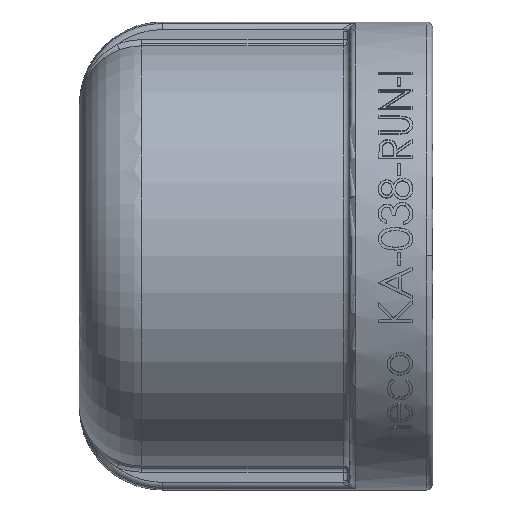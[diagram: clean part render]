
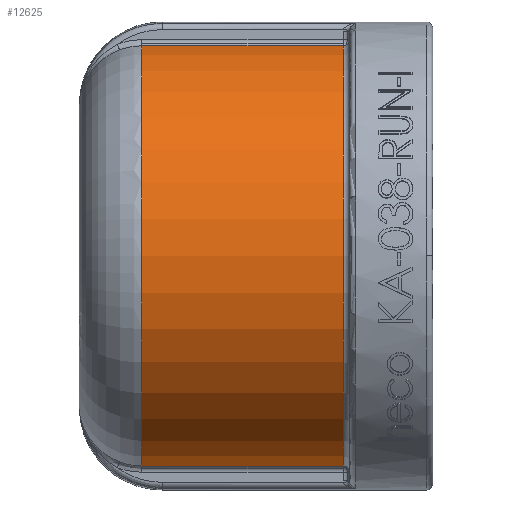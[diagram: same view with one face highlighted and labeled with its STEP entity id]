
A CAD part, top view. The second image highlights one B-rep face of the part: STEP entity #12625.
In plain terms, the highlighted cylindrical face has radius 10.25 mm (diameter 20.5 mm), a partial arc.
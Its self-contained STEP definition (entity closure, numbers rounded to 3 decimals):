
#40 = DIRECTION ( 'NONE',  ( -1., 0., 0. ) ) ;
#999 = EDGE_LOOP ( 'NONE', ( #4598, #11608, #18377, #16038 ) ) ;
#1123 = CARTESIAN_POINT ( 'NONE',  ( -7., 10.1, 1.749 ) ) ;
#1280 = DIRECTION ( 'NONE',  ( -1., 0., 0. ) ) ;
#1608 = CARTESIAN_POINT ( 'NONE',  ( -0.8, 0., 0. ) ) ;
#2038 = AXIS2_PLACEMENT_3D ( 'NONE', #15123, #1280, #18493 ) ;
#2090 = CARTESIAN_POINT ( 'NONE',  ( -7., 0., 0. ) ) ;
#2241 = EDGE_CURVE ( 'NONE', #6539, #4903, #19540, .T. ) ;
#2777 = DIRECTION ( 'NONE',  ( 1., 0., 0. ) ) ;
#3092 = CIRCLE ( 'NONE', #14331, 10.25 ) ;
#3772 = VECTOR ( 'NONE', #40, 1000. ) ;
#3796 = DIRECTION ( 'NONE',  ( 0., 1., 0. ) ) ;
#4598 = ORIENTED_EDGE ( 'NONE', *, *, #16357, .F. ) ;
#4903 = VERTEX_POINT ( 'NONE', #12159 ) ;
#5230 = CIRCLE ( 'NONE', #2038, 10.25 ) ;
#6139 = CARTESIAN_POINT ( 'NONE',  ( -7., -10.1, 1.749 ) ) ;
#6310 = CARTESIAN_POINT ( 'NONE',  ( -10.5, 10.1, 1.749 ) ) ;
#6539 = VERTEX_POINT ( 'NONE', #6310 ) ;
#8477 = DIRECTION ( 'NONE',  ( 1., 0., 0. ) ) ;
#8813 = EDGE_CURVE ( 'NONE', #4903, #9600, #3092, .T. ) ;
#9600 = VERTEX_POINT ( 'NONE', #12552 ) ;
#9986 = FACE_OUTER_BOUND ( 'NONE', #999, .T. ) ;
#11608 = ORIENTED_EDGE ( 'NONE', *, *, #8813, .F. ) ;
#11878 = AXIS2_PLACEMENT_3D ( 'NONE', #2090, #8477, #3796 ) ;
#11951 = VECTOR ( 'NONE', #2777, 1000. ) ;
#12159 = CARTESIAN_POINT ( 'NONE',  ( -0.8, 10.1, 1.749 ) ) ;
#12552 = CARTESIAN_POINT ( 'NONE',  ( -0.8, -10.1, 1.749 ) ) ;
#12625 = ADVANCED_FACE ( 'NONE', ( #9986 ), #16295, .T. ) ;
#13026 = VERTEX_POINT ( 'NONE', #17347 ) ;
#13820 = DIRECTION ( 'NONE',  ( 0., -1., 0. ) ) ;
#14331 = AXIS2_PLACEMENT_3D ( 'NONE', #1608, #20032, #13820 ) ;
#15123 = CARTESIAN_POINT ( 'NONE',  ( -10.5, 0., 0. ) ) ;
#16038 = ORIENTED_EDGE ( 'NONE', *, *, #16125, .F. ) ;
#16125 = EDGE_CURVE ( 'NONE', #13026, #6539, #5230, .T. ) ;
#16131 = LINE ( 'NONE', #6139, #3772 ) ;
#16295 = CYLINDRICAL_SURFACE ( 'NONE', #11878, 10.25 ) ;
#16357 = EDGE_CURVE ( 'NONE', #9600, #13026, #16131, .T. ) ;
#17347 = CARTESIAN_POINT ( 'NONE',  ( -10.5, -10.1, 1.749 ) ) ;
#18377 = ORIENTED_EDGE ( 'NONE', *, *, #2241, .F. ) ;
#18493 = DIRECTION ( 'NONE',  ( 0., 0., 1. ) ) ;
#19540 = LINE ( 'NONE', #1123, #11951 ) ;
#20032 = DIRECTION ( 'NONE',  ( 1., 0., 0. ) ) ;
